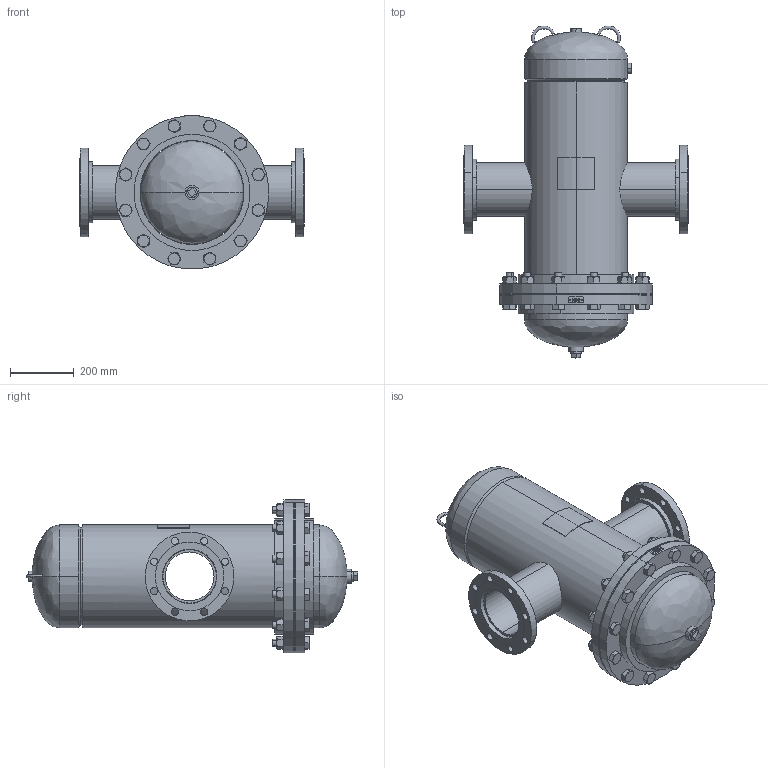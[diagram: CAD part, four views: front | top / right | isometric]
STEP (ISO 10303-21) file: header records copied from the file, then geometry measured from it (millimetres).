
FILE_DESCRIPTION (( 'STEP AP214' ), '1' );
FILE_NAME ('WVA-6.STEP', '2019-03-22T15:20:28', ( '' ), ( '' ), 'SwSTEP 2.0', 'SolidWorks 2019', '' );
FILE_SCHEMA (( 'AUTOMOTIVE_DESIGN' ));
Length unit declared in the file: inch
Products named in the file (17): 99P0113_25.75; 9800604_9800606; 9201580; 9400540; 9500050; 99M3580_19; 9800635_9800635; 9400527; 9600830_12.75" VERT; WVA-6; 9500030; PLUGS_9500150; 9461090; 9301110_8.625; 9461120; Garlock F.F. Gaskets 150# .0625 tk_9471012
Assembly tree (43 placements, depth 2):
  WVA-6
    99P0113_25.75
    9201580
    9201580
    9500030  x2
    9500050
    PLUGS_9500150
    9301110_8.625  x2
    9461090  x2
    9461120  x2
    Garlock F.F. Gaskets 150# .0625 tk_9471012
    9800604_9800606  x12
    9800635_9800635  x12
    9400540  x2
    9400527
    99M3580_19
    9600830_12.75" VERT
Bounding box: 704.85 x 1043.99 x 483.46 mm (x, y, z)
Volume: 20528623.7 mm3; surface area: 3876739.5 mm2
Topology: 43 solids, 43 shells, 919 faces, 2088 edges, 1284 vertices
Faces by surface type: plane 302, cone 298, cylinder 276, bspline 39, torus 4
Entity records: 15314 total; most frequent: CARTESIAN_POINT 6767, DIRECTION 1614, ORIENTED_EDGE 1556, EDGE_CURVE 778, AXIS2_PLACEMENT_3D 687, VERTEX_POINT 506, EDGE_LOOP 422, CIRCLE 364
